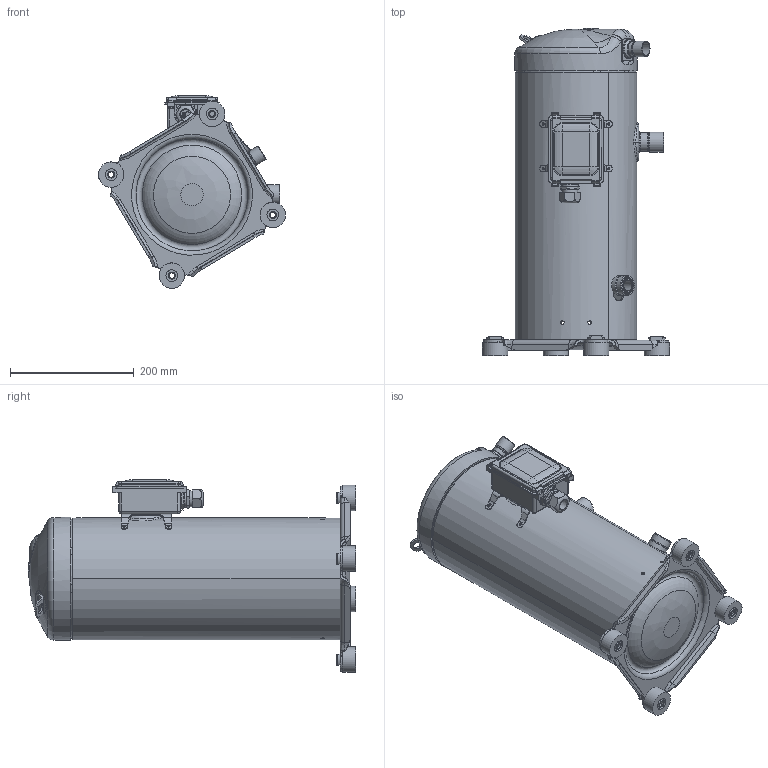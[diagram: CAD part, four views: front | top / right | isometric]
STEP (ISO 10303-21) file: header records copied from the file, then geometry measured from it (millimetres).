
FILE_DESCRIPTION(/* description */ (''),/* implementation_level */ '2;1');
FILE_NAME(/* name */ 'RCM066E4LB7HA.stp',/* time_stamp */ '2022-08-18T16:07:17+03:00',/* author */ ('U403152'),/* organization */ (''),/* preprocessor_version */ 'ST-DEVELOPER v18.1',/* originating_system */ 'Autodesk Inventor 2020',/* authorisation */ '');
FILE_SCHEMA (('AUTOMOTIVE_DESIGN { 1 0 10303 214 3 1 1 }'));
Products named in the file (1): Part1
Bounding box: 302.4 x 529.2 x 311.35 mm (x, y, z)
Volume: 1881999.4 mm3; surface area: 991933.7 mm2
Topology: 5 solids, 22 shells, 1700 faces, 4673 edges, 3051 vertices
Faces by surface type: plane 753, cylinder 528, bspline 166, torus 154, cone 55, sphere 44
Full cylindrical faces by diameter (mm): 3.18 x3, 3.2 x6, 3.68 x3, 4.2 x3, 4.6 x1, 4.9 x9, 5 x7, 5.5 x3, 6 x7, 7.4 x3, 8 x6, 8.2 x1, 8.78 x4, 8.9 x3, 9 x3, 11.1 x4, 11.8 x4, 12 x6, 12.5 x1, 13 x2, 16 x2, 18 x2, 18.3 x4, 19 x4, 19.25 x4, 19.5 x2, 20 x1, 21.5 x1, 22 x1, 22.47 x1
Entity records: 85608 total; most frequent: CARTESIAN_POINT 41916, ORIENTED_EDGE 9306, DIRECTION 9166, EDGE_CURVE 4664, AXIS2_PLACEMENT_3D 3444, VERTEX_POINT 3054, LINE 2278, VECTOR 2278
